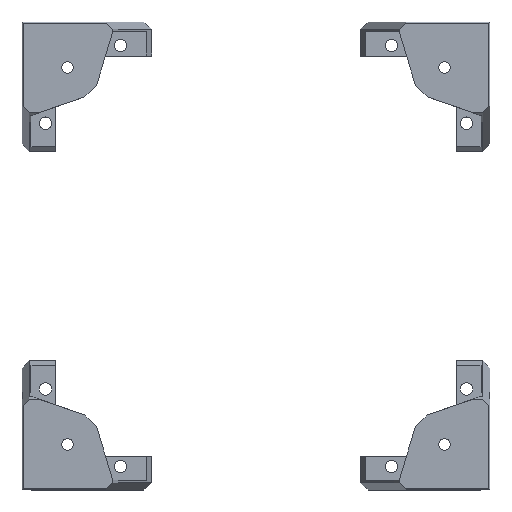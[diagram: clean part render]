
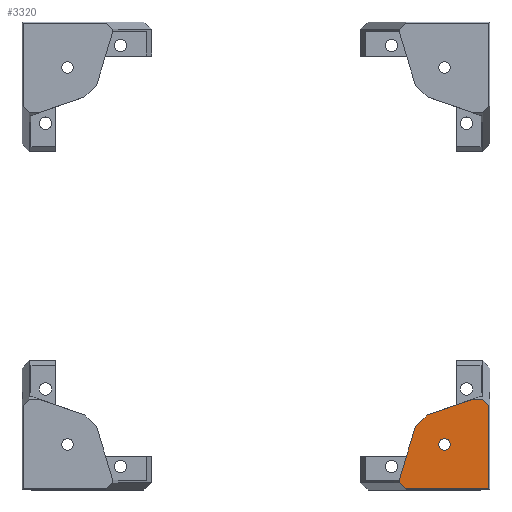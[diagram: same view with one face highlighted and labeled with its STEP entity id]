
A CAD part, top view. The second image highlights one B-rep face of the part: STEP entity #3320.
In plain terms, the highlighted planar face has unit normal (0, 0, 1).
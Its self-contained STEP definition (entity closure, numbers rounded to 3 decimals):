
#25=FACE_BOUND('',#369,.T.);
#59=PLANE('',#3501);
#204=FACE_OUTER_BOUND('',#368,.T.);
#368=EDGE_LOOP('',(#2368,#2369,#2370,#2371,#2372,#2373,#2374,#2375,#2376));
#369=EDGE_LOOP('',(#2377));
#585=LINE('',#4611,#1045);
#586=LINE('',#4614,#1046);
#588=LINE('',#4618,#1048);
#589=LINE('',#4620,#1049);
#590=LINE('',#4622,#1050);
#591=LINE('',#4624,#1051);
#592=LINE('',#4626,#1052);
#593=LINE('',#4628,#1053);
#594=LINE('',#4629,#1054);
#1045=VECTOR('',#3740,10.);
#1046=VECTOR('',#3743,10.);
#1048=VECTOR('',#3747,10.);
#1049=VECTOR('',#3748,10.);
#1050=VECTOR('',#3749,10.);
#1051=VECTOR('',#3750,10.);
#1052=VECTOR('',#3751,10.);
#1053=VECTOR('',#3752,10.);
#1054=VECTOR('',#3753,10.);
#1473=CIRCLE('',#3502,2.45);
#1535=VERTEX_POINT('',#4607);
#1536=VERTEX_POINT('',#4609);
#1537=VERTEX_POINT('',#4613);
#1538=VERTEX_POINT('',#4617);
#1539=VERTEX_POINT('',#4619);
#1540=VERTEX_POINT('',#4621);
#1541=VERTEX_POINT('',#4623);
#1542=VERTEX_POINT('',#4625);
#1543=VERTEX_POINT('',#4627);
#1544=VERTEX_POINT('',#4630);
#1861=EDGE_CURVE('',#1536,#1535,#585,.T.);
#1862=EDGE_CURVE('',#1535,#1537,#586,.T.);
#1864=EDGE_CURVE('',#1536,#1538,#588,.T.);
#1865=EDGE_CURVE('',#1538,#1539,#589,.T.);
#1866=EDGE_CURVE('',#1539,#1540,#590,.T.);
#1867=EDGE_CURVE('',#1541,#1540,#591,.T.);
#1868=EDGE_CURVE('',#1541,#1542,#592,.T.);
#1869=EDGE_CURVE('',#1543,#1542,#593,.T.);
#1870=EDGE_CURVE('',#1537,#1543,#594,.T.);
#1871=EDGE_CURVE('',#1544,#1544,#1473,.T.);
#2368=ORIENTED_EDGE('',*,*,#1861,.F.);
#2369=ORIENTED_EDGE('',*,*,#1864,.T.);
#2370=ORIENTED_EDGE('',*,*,#1865,.T.);
#2371=ORIENTED_EDGE('',*,*,#1866,.T.);
#2372=ORIENTED_EDGE('',*,*,#1867,.F.);
#2373=ORIENTED_EDGE('',*,*,#1868,.T.);
#2374=ORIENTED_EDGE('',*,*,#1869,.F.);
#2375=ORIENTED_EDGE('',*,*,#1870,.F.);
#2376=ORIENTED_EDGE('',*,*,#1862,.F.);
#2377=ORIENTED_EDGE('',*,*,#1871,.T.);
#3320=ADVANCED_FACE('',(#204,#25),#59,.T.);
#3501=AXIS2_PLACEMENT_3D('',#4616,#3745,#3746);
#3502=AXIS2_PLACEMENT_3D('',#4631,#3754,#3755);
#3740=DIRECTION('',(0.676,-0.737,0.));
#3743=DIRECTION('',(0.,-1.,0.));
#3745=DIRECTION('center_axis',(0.,0.,1.));
#3746=DIRECTION('ref_axis',(0.,1.,0.));
#3747=DIRECTION('',(-1.,0.,0.));
#3748=DIRECTION('',(-0.945,-0.326,0.));
#3749=DIRECTION('',(-0.707,-0.707,0.));
#3750=DIRECTION('',(0.291,0.957,0.));
#3751=DIRECTION('',(0.,-1.,0.));
#3752=DIRECTION('',(-0.737,0.676,0.));
#3753=DIRECTION('',(-1.,0.,0.));
#3754=DIRECTION('center_axis',(0.,0.,-1.));
#3755=DIRECTION('ref_axis',(-1.,0.,0.));
#4607=CARTESIAN_POINT('',(169.5,-138.908,454.));
#4609=CARTESIAN_POINT('',(167.,-136.182,454.));
#4611=CARTESIAN_POINT('',(164.799,-133.783,454.));
#4613=CARTESIAN_POINT('',(169.5,-174.475,454.));
#4614=CARTESIAN_POINT('',(169.5,-164.385,454.));
#4616=CARTESIAN_POINT('Origin',(148.821,-153.796,454.));
#4617=CARTESIAN_POINT('',(162.907,-136.182,454.));
#4618=CARTESIAN_POINT('',(159.411,-136.182,454.));
#4619=CARTESIAN_POINT('',(143.197,-142.974,454.));
#4620=CARTESIAN_POINT('',(166.197,-135.048,454.));
#4621=CARTESIAN_POINT('',(138.197,-147.974,454.));
#4622=CARTESIAN_POINT('',(140.648,-145.523,454.));
#4623=CARTESIAN_POINT('',(131.199,-170.975,454.));
#4624=CARTESIAN_POINT('',(131.199,-170.975,454.));
#4625=CARTESIAN_POINT('',(131.199,-171.975,454.));
#4626=CARTESIAN_POINT('',(131.199,-164.385,454.));
#4627=CARTESIAN_POINT('',(133.925,-174.475,454.));
#4628=CARTESIAN_POINT('',(128.047,-169.084,454.));
#4629=CARTESIAN_POINT('',(132.473,-174.475,454.));
#4630=CARTESIAN_POINT('',(153.036,-155.56,454.));
#4631=CARTESIAN_POINT('Origin',(150.586,-155.56,454.));
